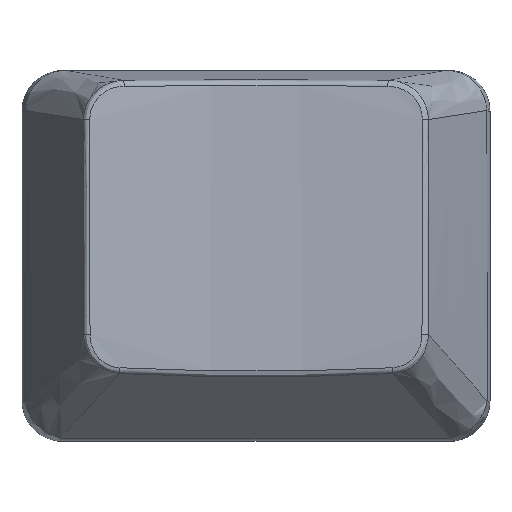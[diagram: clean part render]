
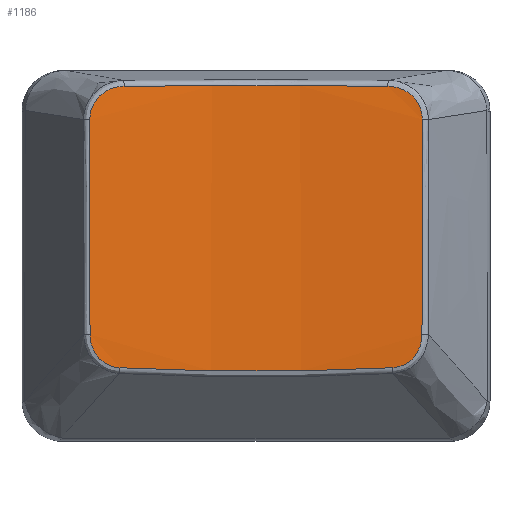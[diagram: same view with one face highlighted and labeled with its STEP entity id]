
A CAD part, top view. The second image highlights one B-rep face of the part: STEP entity #1186.
In plain terms, the highlighted free-form (B-spline) face has degree [1, 2] with [2, 3] control points.
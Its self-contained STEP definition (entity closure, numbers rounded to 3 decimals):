
#17=(
BOUNDED_SURFACE()
B_SPLINE_SURFACE(1,2,((#2446,#2447,#2448),(#2449,#2450,#2451)),
 .UNSPECIFIED.,.F.,.F.,.F.)
B_SPLINE_SURFACE_WITH_KNOTS((2,2),(3,3),(-0.082,0.135),
(-1.697,-1.444),.UNSPECIFIED.)
GEOMETRIC_REPRESENTATION_ITEM()
RATIONAL_B_SPLINE_SURFACE(((1.,0.992,1.),(1.,0.992,
1.)))
REPRESENTATION_ITEM('')
SURFACE()
);
#209=FACE_OUTER_BOUND('',#283,.T.);
#283=EDGE_LOOP('',(#902,#903,#904,#905,#906,#907,#908,#909));
#358=B_SPLINE_CURVE_WITH_KNOTS('',3,(#2147,#2148,#2149,#2150,#2151),
 .UNSPECIFIED.,.F.,.F.,(4,1,4),(0.,0.15,0.262),
 .UNSPECIFIED.);
#359=B_SPLINE_CURVE_WITH_KNOTS('',3,(#2173,#2174,#2175,#2176),
 .UNSPECIFIED.,.F.,.F.,(4,4),(-1.055,0.),.UNSPECIFIED.);
#360=B_SPLINE_CURVE_WITH_KNOTS('',3,(#2210,#2211,#2212,#2213,#2214,#2215),
 .UNSPECIFIED.,.F.,.F.,(4,1,1,4),(0.,0.105,
0.174,0.244),.UNSPECIFIED.);
#361=B_SPLINE_CURVE_WITH_KNOTS('',3,(#2238,#2239,#2240,#2241),
 .UNSPECIFIED.,.F.,.F.,(4,4),(0.,1.341),
 .UNSPECIFIED.);
#362=B_SPLINE_CURVE_WITH_KNOTS('',3,(#2274,#2275,#2276,#2277,#2278,#2279),
 .UNSPECIFIED.,.F.,.F.,(4,1,1,4),(0.,0.07,
0.139,0.244),.UNSPECIFIED.);
#363=B_SPLINE_CURVE_WITH_KNOTS('',3,(#2301,#2302,#2303,#2304),
 .UNSPECIFIED.,.F.,.F.,(4,4),(-1.055,0.),.UNSPECIFIED.);
#366=B_SPLINE_CURVE_WITH_KNOTS('',3,(#2344,#2345,#2346,#2347,#2348),
 .UNSPECIFIED.,.F.,.F.,(4,1,4),(0.,0.112,0.262),
 .UNSPECIFIED.);
#368=B_SPLINE_CURVE_WITH_KNOTS('',3,(#2373,#2374,#2375,#2376),
 .UNSPECIFIED.,.F.,.F.,(4,4),(0.,1.3),.UNSPECIFIED.);
#489=VERTEX_POINT('',#2137);
#491=VERTEX_POINT('',#2145);
#492=VERTEX_POINT('',#2172);
#493=VERTEX_POINT('',#2208);
#494=VERTEX_POINT('',#2236);
#495=VERTEX_POINT('',#2272);
#496=VERTEX_POINT('',#2300);
#498=VERTEX_POINT('',#2336);
#631=EDGE_CURVE('',#491,#489,#358,.T.);
#632=EDGE_CURVE('',#489,#492,#359,.T.);
#635=EDGE_CURVE('',#492,#493,#360,.T.);
#637=EDGE_CURVE('',#493,#494,#361,.T.);
#639=EDGE_CURVE('',#494,#495,#362,.T.);
#640=EDGE_CURVE('',#495,#496,#363,.T.);
#645=EDGE_CURVE('',#496,#498,#366,.T.);
#647=EDGE_CURVE('',#498,#491,#368,.T.);
#902=ORIENTED_EDGE('',*,*,#631,.F.);
#903=ORIENTED_EDGE('',*,*,#647,.F.);
#904=ORIENTED_EDGE('',*,*,#645,.F.);
#905=ORIENTED_EDGE('',*,*,#640,.F.);
#906=ORIENTED_EDGE('',*,*,#639,.F.);
#907=ORIENTED_EDGE('',*,*,#637,.F.);
#908=ORIENTED_EDGE('',*,*,#635,.F.);
#909=ORIENTED_EDGE('',*,*,#632,.F.);
#1186=ADVANCED_FACE('',(#209),#17,.T.);
#2137=CARTESIAN_POINT('',(8.14,6.679,6.182));
#2145=CARTESIAN_POINT('',(6.46,8.304,5.907));
#2147=CARTESIAN_POINT('Ctrl Pts',(6.46,8.304,5.907));
#2148=CARTESIAN_POINT('Ctrl Pts',(6.954,8.3,5.957));
#2149=CARTESIAN_POINT('Ctrl Pts',(7.822,7.925,6.075));
#2150=CARTESIAN_POINT('Ctrl Pts',(8.14,7.053,6.162));
#2151=CARTESIAN_POINT('Ctrl Pts',(8.14,6.679,6.182));
#2172=CARTESIAN_POINT('',(8.131,-3.857,6.733));
#2173=CARTESIAN_POINT('Ctrl Pts',(8.14,6.679,6.182));
#2174=CARTESIAN_POINT('Ctrl Pts',(8.137,3.167,6.366));
#2175=CARTESIAN_POINT('Ctrl Pts',(8.133,-0.345,6.549));
#2176=CARTESIAN_POINT('Ctrl Pts',(8.131,-3.857,6.733));
#2208=CARTESIAN_POINT('',(6.661,-5.487,6.65));
#2210=CARTESIAN_POINT('Ctrl Pts',(8.131,-3.857,6.733));
#2211=CARTESIAN_POINT('Ctrl Pts',(8.13,-4.205,6.751));
#2212=CARTESIAN_POINT('Ctrl Pts',(7.965,-4.792,6.761));
#2213=CARTESIAN_POINT('Ctrl Pts',(7.347,-5.352,6.717));
#2214=CARTESIAN_POINT('Ctrl Pts',(6.891,-5.475,6.673));
#2215=CARTESIAN_POINT('Ctrl Pts',(6.661,-5.487,6.65));
#2236=CARTESIAN_POINT('',(-6.661,-5.487,6.65));
#2238=CARTESIAN_POINT('Ctrl Pts',(6.661,-5.487,6.65));
#2239=CARTESIAN_POINT('Ctrl Pts',(2.239,-5.714,6.208));
#2240=CARTESIAN_POINT('Ctrl Pts',(-2.239,-5.714,6.208));
#2241=CARTESIAN_POINT('Ctrl Pts',(-6.661,-5.487,6.65));
#2272=CARTESIAN_POINT('',(-8.131,-3.857,6.733));
#2274=CARTESIAN_POINT('Ctrl Pts',(-6.661,-5.487,6.65));
#2275=CARTESIAN_POINT('Ctrl Pts',(-6.891,-5.475,6.673));
#2276=CARTESIAN_POINT('Ctrl Pts',(-7.347,-5.352,6.717));
#2277=CARTESIAN_POINT('Ctrl Pts',(-7.965,-4.792,6.761));
#2278=CARTESIAN_POINT('Ctrl Pts',(-8.13,-4.205,6.751));
#2279=CARTESIAN_POINT('Ctrl Pts',(-8.131,-3.857,6.733));
#2300=CARTESIAN_POINT('',(-8.14,6.679,6.182));
#2301=CARTESIAN_POINT('Ctrl Pts',(-8.131,-3.857,6.733));
#2302=CARTESIAN_POINT('Ctrl Pts',(-8.133,-0.345,
6.549));
#2303=CARTESIAN_POINT('Ctrl Pts',(-8.137,3.167,6.366));
#2304=CARTESIAN_POINT('Ctrl Pts',(-8.14,6.679,6.182));
#2336=CARTESIAN_POINT('',(-6.46,8.304,5.907));
#2344=CARTESIAN_POINT('Ctrl Pts',(-8.14,6.679,6.182));
#2345=CARTESIAN_POINT('Ctrl Pts',(-8.14,7.053,6.162));
#2346=CARTESIAN_POINT('Ctrl Pts',(-7.822,7.925,6.075));
#2347=CARTESIAN_POINT('Ctrl Pts',(-6.954,8.3,5.957));
#2348=CARTESIAN_POINT('Ctrl Pts',(-6.46,8.304,5.907));
#2373=CARTESIAN_POINT('Ctrl Pts',(-6.46,8.304,5.907));
#2374=CARTESIAN_POINT('Ctrl Pts',(-2.168,8.342,5.478));
#2375=CARTESIAN_POINT('Ctrl Pts',(2.168,8.342,5.478));
#2376=CARTESIAN_POINT('Ctrl Pts',(6.46,8.304,5.907));
#2446=CARTESIAN_POINT('Ctrl Pts',(8.14,-5.639,6.828));
#2447=CARTESIAN_POINT('Ctrl Pts',(0.,-5.693,
5.805));
#2448=CARTESIAN_POINT('Ctrl Pts',(-8.14,-5.639,6.828));
#2449=CARTESIAN_POINT('Ctrl Pts',(8.14,8.374,6.093));
#2450=CARTESIAN_POINT('Ctrl Pts',(0.,8.321,
5.071));
#2451=CARTESIAN_POINT('Ctrl Pts',(-8.14,8.374,6.093));
